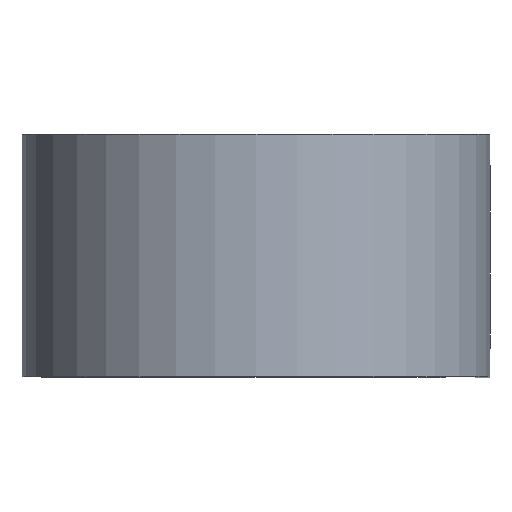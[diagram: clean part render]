
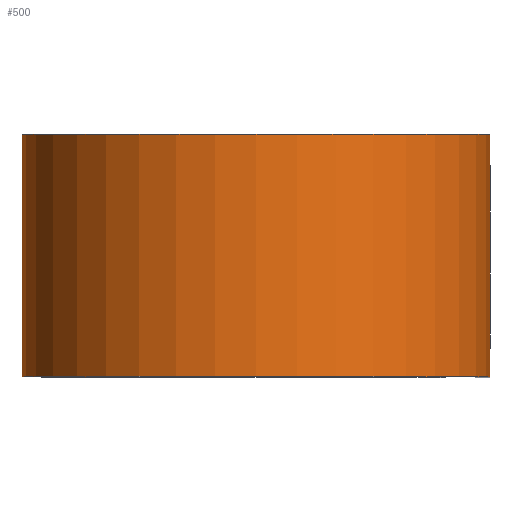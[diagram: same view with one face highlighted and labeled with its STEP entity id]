
A CAD part, top view. The second image highlights one B-rep face of the part: STEP entity #500.
In plain terms, the highlighted cylindrical face has radius 24.536 mm (diameter 49.073 mm), a partial arc.
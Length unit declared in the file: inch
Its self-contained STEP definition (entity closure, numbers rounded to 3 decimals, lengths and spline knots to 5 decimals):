
#18 = VERTEX_POINT ( 'NONE', #141 ) ;
#46 = VECTOR ( 'NONE', #561, 39.37008 ) ;
#58 = VERTEX_POINT ( 'NONE', #321 ) ;
#68 = ORIENTED_EDGE ( 'NONE', *, *, #202, .F. ) ;
#86 = ORIENTED_EDGE ( 'NONE', *, *, #357, .F. ) ;
#101 = DIRECTION ( 'NONE',  ( 1., 0., 0. ) ) ;
#102 = EDGE_LOOP ( 'NONE', ( #337, #68, #86, #139 ) ) ;
#104 = CARTESIAN_POINT ( 'NONE',  ( 0.966, 0.5, 0. ) ) ;
#114 = FACE_OUTER_BOUND ( 'NONE', #102, .T. ) ;
#121 = CYLINDRICAL_SURFACE ( 'NONE', #633, 0.966 ) ;
#124 = VECTOR ( 'NONE', #397, 39.37008 ) ;
#136 = AXIS2_PLACEMENT_3D ( 'NONE', #422, #255, #101 ) ;
#139 = ORIENTED_EDGE ( 'NONE', *, *, #387, .T. ) ;
#141 = CARTESIAN_POINT ( 'NONE',  ( 0., -0.5, -0.966 ) ) ;
#145 = LINE ( 'NONE', #247, #46 ) ;
#193 = CARTESIAN_POINT ( 'NONE',  ( 0., 0.5, 0. ) ) ;
#202 = EDGE_CURVE ( 'NONE', #235, #218, #145, .T. ) ;
#206 = CARTESIAN_POINT ( 'NONE',  ( 0.966, -0.5, 0. ) ) ;
#218 = VERTEX_POINT ( 'NONE', #206 ) ;
#235 = VERTEX_POINT ( 'NONE', #104 ) ;
#247 = CARTESIAN_POINT ( 'NONE',  ( 0.966, 0.5, 0. ) ) ;
#255 = DIRECTION ( 'NONE',  ( 0., 1., 0. ) ) ;
#309 = EDGE_CURVE ( 'NONE', #18, #218, #535, .T. ) ;
#314 = CIRCLE ( 'NONE', #136, 0.966 ) ;
#321 = CARTESIAN_POINT ( 'NONE',  ( 0., 0.5, -0.966 ) ) ;
#337 = ORIENTED_EDGE ( 'NONE', *, *, #309, .T. ) ;
#354 = DIRECTION ( 'NONE',  ( 0., -1., 0. ) ) ;
#357 = EDGE_CURVE ( 'NONE', #58, #235, #314, .T. ) ;
#368 = DIRECTION ( 'NONE',  ( 0., 0., -1. ) ) ;
#371 = LINE ( 'NONE', #398, #124 ) ;
#387 = EDGE_CURVE ( 'NONE', #58, #18, #371, .T. ) ;
#397 = DIRECTION ( 'NONE',  ( 0., -1., 0. ) ) ;
#398 = CARTESIAN_POINT ( 'NONE',  ( 0., 0.5, -0.966 ) ) ;
#422 = CARTESIAN_POINT ( 'NONE',  ( 0., 0.5, 0. ) ) ;
#482 = DIRECTION ( 'NONE',  ( 1., 0., 0. ) ) ;
#500 = ADVANCED_FACE ( 'NONE', ( #114 ), #121, .T. ) ;
#519 = CARTESIAN_POINT ( 'NONE',  ( 0., -0.5, 0. ) ) ;
#535 = CIRCLE ( 'NONE', #606, 0.966 ) ;
#539 = DIRECTION ( 'NONE',  ( 0., 1., 0. ) ) ;
#561 = DIRECTION ( 'NONE',  ( 0., -1., 0. ) ) ;
#606 = AXIS2_PLACEMENT_3D ( 'NONE', #519, #539, #482 ) ;
#633 = AXIS2_PLACEMENT_3D ( 'NONE', #193, #354, #368 ) ;
